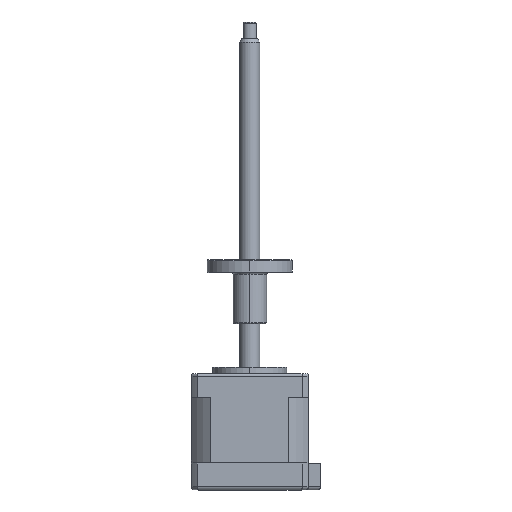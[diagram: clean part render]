
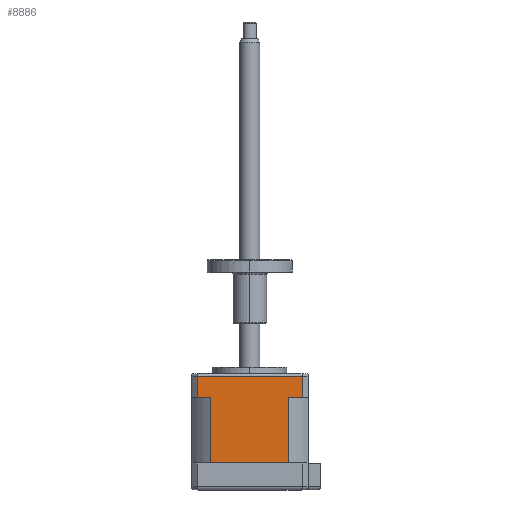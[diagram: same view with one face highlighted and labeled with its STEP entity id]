
A CAD part, top view. The second image highlights one B-rep face of the part: STEP entity #8886.
In plain terms, the highlighted planar face has unit normal (0, 0, 1).
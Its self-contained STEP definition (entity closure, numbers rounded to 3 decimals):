
#18 = DIRECTION ( 'NONE',  ( 0., 1., 0. ) ) ;
#354 = EDGE_CURVE ( 'NONE', #1887, #2093, #9218, .T. ) ;
#365 = EDGE_CURVE ( 'NONE', #2093, #4487, #9195, .T. ) ;
#396 = ORIENTED_EDGE ( 'NONE', *, *, #1543, .T. ) ;
#1075 = CARTESIAN_POINT ( 'NONE',  ( -39.617, 8.354, 36.5 ) ) ;
#1293 = ORIENTED_EDGE ( 'NONE', *, *, #354, .T. ) ;
#1516 = DIRECTION ( 'NONE',  ( 1., 0., 0. ) ) ;
#1519 = EDGE_LOOP ( 'NONE', ( #1726, #1293, #3183, #3656, #7851, #396, #4152, #7194 ) ) ;
#1543 = EDGE_CURVE ( 'NONE', #2350, #5497, #6395, .T. ) ;
#1726 = ORIENTED_EDGE ( 'NONE', *, *, #2243, .T. ) ;
#1887 = VERTEX_POINT ( 'NONE', #9464 ) ;
#2093 = VERTEX_POINT ( 'NONE', #9782 ) ;
#2196 = CARTESIAN_POINT ( 'NONE',  ( -66.909, 26.654, 36.5 ) ) ;
#2243 = EDGE_CURVE ( 'NONE', #3191, #1887, #4516, .T. ) ;
#2350 = VERTEX_POINT ( 'NONE', #6895 ) ;
#2515 = DIRECTION ( 'NONE',  ( -1., 0., 0. ) ) ;
#2842 = EDGE_CURVE ( 'NONE', #2350, #7315, #3031, .T. ) ;
#2933 = VECTOR ( 'NONE', #18, 1000. ) ;
#3031 = LINE ( 'NONE', #2196, #2933 ) ;
#3064 = CARTESIAN_POINT ( 'NONE',  ( -35.541, 27.954, 36.5 ) ) ;
#3183 = ORIENTED_EDGE ( 'NONE', *, *, #365, .T. ) ;
#3191 = VERTEX_POINT ( 'NONE', #6619 ) ;
#3585 = FACE_OUTER_BOUND ( 'NONE', #1519, .T. ) ;
#3656 = ORIENTED_EDGE ( 'NONE', *, *, #7791, .T. ) ;
#3760 = CARTESIAN_POINT ( 'NONE',  ( -62.833, 8.354, 36.5 ) ) ;
#3904 = CARTESIAN_POINT ( 'NONE',  ( -62.833, 8.354, 36.5 ) ) ;
#3985 = DIRECTION ( 'NONE',  ( 0., 0., -1. ) ) ;
#4152 = ORIENTED_EDGE ( 'NONE', *, *, #6644, .F. ) ;
#4272 = VECTOR ( 'NONE', #6342, 1000. ) ;
#4289 = LINE ( 'NONE', #1075, #4272 ) ;
#4448 = VECTOR ( 'NONE', #4556, 1000. ) ;
#4487 = VERTEX_POINT ( 'NONE', #7344 ) ;
#4516 = LINE ( 'NONE', #9151, #4448 ) ;
#4556 = DIRECTION ( 'NONE',  ( 0., 1., 0. ) ) ;
#4815 = PLANE ( 'NONE',  #6421 ) ;
#4829 = LINE ( 'NONE', #7136, #5066 ) ;
#4909 = VERTEX_POINT ( 'NONE', #3760 ) ;
#5066 = VECTOR ( 'NONE', #2515, 1000. ) ;
#5300 = VECTOR ( 'NONE', #9398, 1000. ) ;
#5375 = LINE ( 'NONE', #3904, #5300 ) ;
#5497 = VERTEX_POINT ( 'NONE', #8394 ) ;
#5538 = CARTESIAN_POINT ( 'NONE',  ( -35.541, 26.654, 36.5 ) ) ;
#5543 = DIRECTION ( 'NONE',  ( 0., -1., 0. ) ) ;
#5694 = EDGE_CURVE ( 'NONE', #3191, #4909, #4289, .T. ) ;
#6225 = VECTOR ( 'NONE', #7235, 1000. ) ;
#6228 = DIRECTION ( 'NONE',  ( 0., 1., 0. ) ) ;
#6342 = DIRECTION ( 'NONE',  ( -1., 0., 0. ) ) ;
#6395 = LINE ( 'NONE', #7370, #6225 ) ;
#6421 = AXIS2_PLACEMENT_3D ( 'NONE', #8605, #3985, #5543 ) ;
#6619 = CARTESIAN_POINT ( 'NONE',  ( -39.617, 8.354, 36.5 ) ) ;
#6644 = EDGE_CURVE ( 'NONE', #4909, #5497, #5375, .T. ) ;
#6895 = CARTESIAN_POINT ( 'NONE',  ( -66.909, 27.954, 36.5 ) ) ;
#6978 = CARTESIAN_POINT ( 'NONE',  ( -66.909, 34.254, 36.5 ) ) ;
#7136 = CARTESIAN_POINT ( 'NONE',  ( -66.909, 34.254, 36.5 ) ) ;
#7194 = ORIENTED_EDGE ( 'NONE', *, *, #5694, .F. ) ;
#7235 = DIRECTION ( 'NONE',  ( 1., 0., 0. ) ) ;
#7315 = VERTEX_POINT ( 'NONE', #6978 ) ;
#7344 = CARTESIAN_POINT ( 'NONE',  ( -35.541, 34.254, 36.5 ) ) ;
#7370 = CARTESIAN_POINT ( 'NONE',  ( -35.541, 27.954, 36.5 ) ) ;
#7791 = EDGE_CURVE ( 'NONE', #4487, #7315, #4829, .T. ) ;
#7851 = ORIENTED_EDGE ( 'NONE', *, *, #2842, .F. ) ;
#8394 = CARTESIAN_POINT ( 'NONE',  ( -62.833, 27.954, 36.5 ) ) ;
#8605 = CARTESIAN_POINT ( 'NONE',  ( -39.617, 8.354, 36.5 ) ) ;
#8886 = ADVANCED_FACE ( 'NONE', ( #3585 ), #4815, .F. ) ;
#9151 = CARTESIAN_POINT ( 'NONE',  ( -39.617, 8.354, 36.5 ) ) ;
#9195 = LINE ( 'NONE', #5538, #9245 ) ;
#9218 = LINE ( 'NONE', #3064, #9229 ) ;
#9229 = VECTOR ( 'NONE', #1516, 1000. ) ;
#9245 = VECTOR ( 'NONE', #6228, 1000. ) ;
#9398 = DIRECTION ( 'NONE',  ( 0., 1., 0. ) ) ;
#9464 = CARTESIAN_POINT ( 'NONE',  ( -39.617, 27.954, 36.5 ) ) ;
#9782 = CARTESIAN_POINT ( 'NONE',  ( -35.541, 27.954, 36.5 ) ) ;
